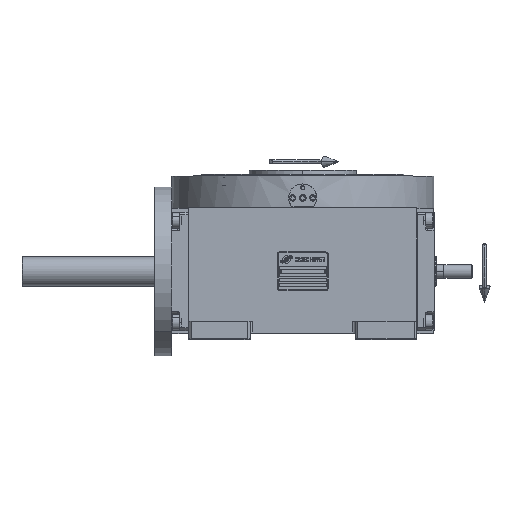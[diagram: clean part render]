
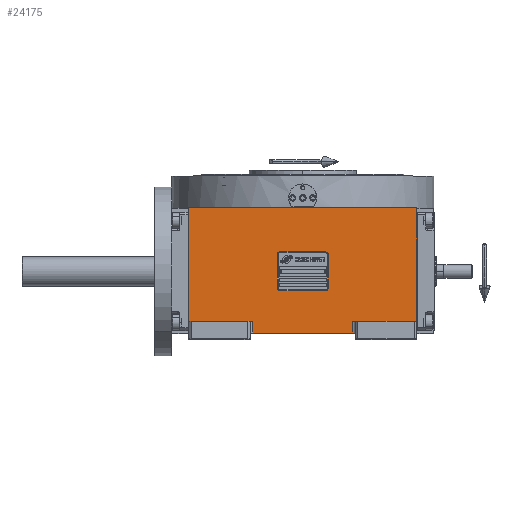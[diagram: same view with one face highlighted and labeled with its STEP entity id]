
A CAD part, top view. The second image highlights one B-rep face of the part: STEP entity #24175.
In plain terms, the highlighted planar face has unit normal (0, 0, 1).
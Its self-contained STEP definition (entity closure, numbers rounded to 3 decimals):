
#1605 = ORIENTED_EDGE ( 'NONE', *, *, #18250, .F. ) ;
#1711 = ORIENTED_EDGE ( 'NONE', *, *, #19603, .T. ) ;
#2447 = VERTEX_POINT ( 'NONE', #58025 ) ;
#4706 = ORIENTED_EDGE ( 'NONE', *, *, #64808, .T. ) ;
#4787 = DIRECTION ( 'NONE',  ( 0., 1., 0. ) ) ;
#10314 = EDGE_CURVE ( 'NONE', #36280, #2447, #35341, .T. ) ;
#11062 = VERTEX_POINT ( 'NONE', #48280 ) ;
#11925 = LINE ( 'NONE', #16601, #15850 ) ;
#12064 = PLANE ( 'NONE',  #27874 ) ;
#14158 = DIRECTION ( 'NONE',  ( 1., 0., 0. ) ) ;
#14517 = CARTESIAN_POINT ( 'NONE',  ( -135., -59., 226. ) ) ;
#14590 = ORIENTED_EDGE ( 'NONE', *, *, #62771, .T. ) ;
#15850 = VECTOR ( 'NONE', #43445, 1000. ) ;
#16601 = CARTESIAN_POINT ( 'NONE',  ( -135., -59., 226. ) ) ;
#17197 = CARTESIAN_POINT ( 'NONE',  ( -59., -73., 226. ) ) ;
#17522 = DIRECTION ( 'NONE',  ( 0., 1., 0. ) ) ;
#17597 = CARTESIAN_POINT ( 'NONE',  ( 59., -73., 226. ) ) ;
#17868 = VERTEX_POINT ( 'NONE', #17597 ) ;
#18250 = EDGE_CURVE ( 'NONE', #52057, #23156, #62883, .T. ) ;
#19015 = ORIENTED_EDGE ( 'NONE', *, *, #41889, .F. ) ;
#19178 = ORIENTED_EDGE ( 'NONE', *, *, #10314, .T. ) ;
#19389 = VECTOR ( 'NONE', #4787, 1000. ) ;
#19523 = LINE ( 'NONE', #64565, #37039 ) ;
#19603 = EDGE_CURVE ( 'NONE', #49086, #23156, #19523, .T. ) ;
#21645 = VECTOR ( 'NONE', #46187, 1000. ) ;
#23156 = VERTEX_POINT ( 'NONE', #30251 ) ;
#23785 = DIRECTION ( 'NONE',  ( 1., 0., 0. ) ) ;
#23986 = CARTESIAN_POINT ( 'NONE',  ( 59., -59., 226. ) ) ;
#24175 = ADVANCED_FACE ( 'NONE', ( #27813 ), #12064, .T. ) ;
#25714 = CARTESIAN_POINT ( 'NONE',  ( 59., -59., 226. ) ) ;
#25920 = CARTESIAN_POINT ( 'NONE',  ( -135., 75., 226. ) ) ;
#27813 = FACE_OUTER_BOUND ( 'NONE', #37503, .T. ) ;
#27874 = AXIS2_PLACEMENT_3D ( 'NONE', #32504, #53010, #23785 ) ;
#30251 = CARTESIAN_POINT ( 'NONE',  ( -59., -59., 226. ) ) ;
#30277 = CARTESIAN_POINT ( 'NONE',  ( 135., -59., 226. ) ) ;
#32496 = EDGE_CURVE ( 'NONE', #55283, #17868, #62301, .T. ) ;
#32504 = CARTESIAN_POINT ( 'NONE',  ( -135., -73., 226. ) ) ;
#35341 = LINE ( 'NONE', #30277, #19389 ) ;
#35989 = LINE ( 'NONE', #25920, #43361 ) ;
#36280 = VERTEX_POINT ( 'NONE', #55595 ) ;
#37039 = VECTOR ( 'NONE', #14158, 1000. ) ;
#37503 = EDGE_LOOP ( 'NONE', ( #14590, #51253, #4706, #19178, #63800, #19015, #1711, #1605 ) ) ;
#37643 = LINE ( 'NONE', #43020, #53646 ) ;
#38426 = LINE ( 'NONE', #23986, #54793 ) ;
#38729 = VECTOR ( 'NONE', #17522, 1000. ) ;
#41889 = EDGE_CURVE ( 'NONE', #49086, #11062, #11925, .T. ) ;
#43020 = CARTESIAN_POINT ( 'NONE',  ( -59., -73., 226. ) ) ;
#43361 = VECTOR ( 'NONE', #62854, 1000. ) ;
#43445 = DIRECTION ( 'NONE',  ( 0., 1., 0. ) ) ;
#46187 = DIRECTION ( 'NONE',  ( 0., -1., 0. ) ) ;
#48280 = CARTESIAN_POINT ( 'NONE',  ( -135., 75., 226. ) ) ;
#49086 = VERTEX_POINT ( 'NONE', #14517 ) ;
#49166 = DIRECTION ( 'NONE',  ( 1., 0., 0. ) ) ;
#49536 = CARTESIAN_POINT ( 'NONE',  ( 59., -59., 226. ) ) ;
#51253 = ORIENTED_EDGE ( 'NONE', *, *, #32496, .F. ) ;
#52057 = VERTEX_POINT ( 'NONE', #55290 ) ;
#53010 = DIRECTION ( 'NONE',  ( 0., 0., 1. ) ) ;
#53110 = DIRECTION ( 'NONE',  ( 1., 0., 0. ) ) ;
#53646 = VECTOR ( 'NONE', #53110, 1000. ) ;
#54046 = EDGE_CURVE ( 'NONE', #11062, #2447, #35989, .T. ) ;
#54793 = VECTOR ( 'NONE', #49166, 1000. ) ;
#55283 = VERTEX_POINT ( 'NONE', #49536 ) ;
#55290 = CARTESIAN_POINT ( 'NONE',  ( -59., -73., 226. ) ) ;
#55595 = CARTESIAN_POINT ( 'NONE',  ( 135., -59., 226. ) ) ;
#58025 = CARTESIAN_POINT ( 'NONE',  ( 135., 75., 226. ) ) ;
#62301 = LINE ( 'NONE', #25714, #21645 ) ;
#62771 = EDGE_CURVE ( 'NONE', #52057, #17868, #37643, .T. ) ;
#62854 = DIRECTION ( 'NONE',  ( 1., 0., 0. ) ) ;
#62883 = LINE ( 'NONE', #17197, #38729 ) ;
#63800 = ORIENTED_EDGE ( 'NONE', *, *, #54046, .F. ) ;
#64565 = CARTESIAN_POINT ( 'NONE',  ( -135., -59., 226. ) ) ;
#64808 = EDGE_CURVE ( 'NONE', #55283, #36280, #38426, .T. ) ;
